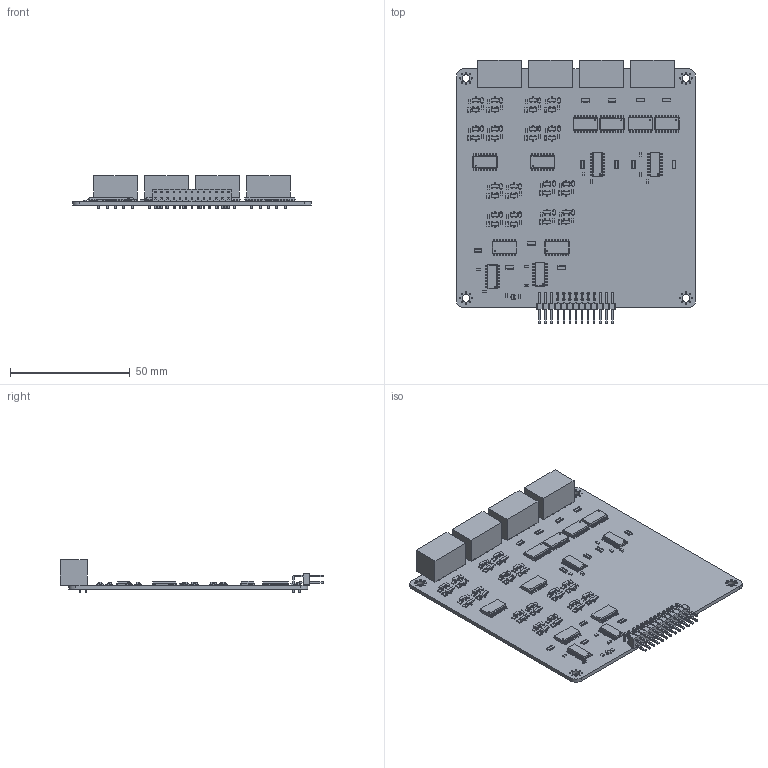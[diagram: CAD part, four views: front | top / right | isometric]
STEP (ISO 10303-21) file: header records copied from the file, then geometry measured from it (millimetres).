
FILE_DESCRIPTION(('KiCad electronic assembly'),'2;1');
FILE_NAME('rioctrl-shiftio.step','2024-09-22T18:42:29',('Pcbnew'),( 'Kicad'),'Open CASCADE STEP processor 7.8','KiCad to STEP converter' ,'Unknown');
FILE_SCHEMA(('AUTOMOTIVE_DESIGN { 1 0 10303 214 1 1 1 1 }'));
Length unit declared in the file: millimetre
Products named in the file (24): rioctrl-shiftio 1; SOT-23; SOT_23; R_0603_1608Metric; D_SOD-323F; D_SOD_323F; SO-16_3.9x9.9mm_P1.27mm; R_0805_2012Metric; R_Array_Convex_4x0603; SOIC-16W_5.3x10.2mm_P1.27mm; SOIC_16W_53x102mm_P127mm; C_0603_1608Metric; PinHeader_2x13_P2.54mm_Horizontal; PinHeader_2x13_P254mm_Horizontal; JL15EDGRHC-35005B02; SOT-323_SC-70; SOT_323_SC_70; rioctrl-shiftio_PCB
Assembly tree (149 placements, depth 3):
  rioctrl-shiftio 1
    SOT-23  x32
      SOT_23
    R_0603_1608Metric  x39
      R_0603_1608Metric
    D_SOD-323F  x16
      D_SOD_323F
    SO-16_3.9x9.9mm_P1.27mm  x4
      SO-16_3.9x9.9mm_P1.27mm
    R_0805_2012Metric  x16
      R_0805_2012Metric
    R_Array_Convex_4x0603  x12
      R_Array_Convex_4x0603
    SOIC-16W_5.3x10.2mm_P1.27mm  x8
      SOIC_16W_53x102mm_P127mm
    C_0603_1608Metric  x4
      C_0603_1608Metric
    PinHeader_2x13_P2.54mm_Horizontal
      PinHeader_2x13_P254mm_Horizontal
    JL15EDGRHC-35005B02  x4
      JL15EDGRHC-35005B02
    SOT-323_SC-70
      SOT_323_SC_70
    rioctrl-shiftio_PCB
Bounding box: 100 x 110.08 x 13.8 mm (x, y, z)
Volume: 23200.1 mm3; surface area: 34950.7 mm2
Topology: 138 solids, 138 shells, 11266 faces, 29656 edges, 18834 vertices
Faces by surface type: plane 7151, cylinder 2712, bspline 1403
Full cylindrical faces by diameter (mm): 0.4 x8, 0.5 x32, 1 x66, 3.2 x4
Entity records: 67658 total; most frequent: CARTESIAN_POINT 10147, ORIENTED_EDGE 9420, DIRECTION 9123, EDGE_CURVE 4710, LINE 3777, VECTOR 3777, VERTEX_POINT 2989, AXIS2_PLACEMENT_3D 2673
